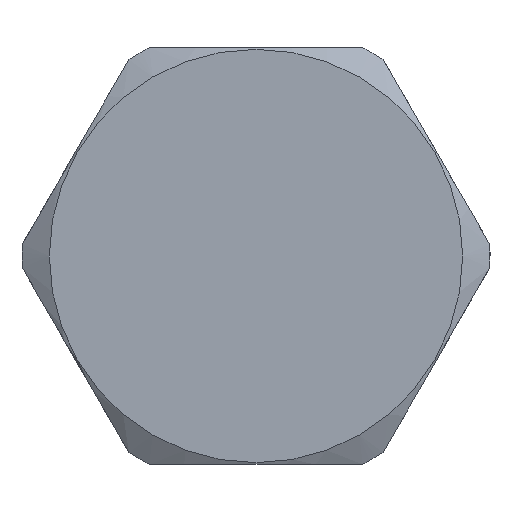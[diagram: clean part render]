
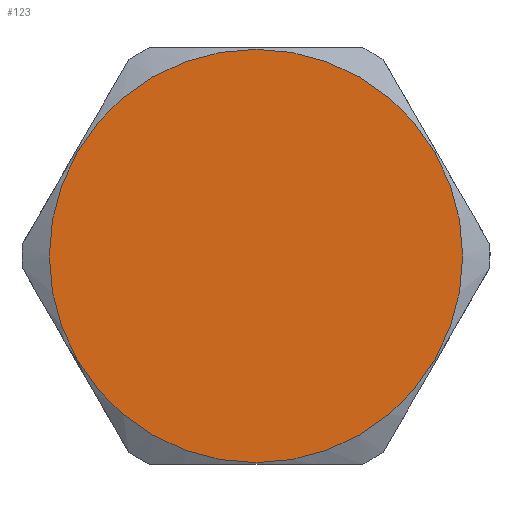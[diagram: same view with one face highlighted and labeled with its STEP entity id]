
A CAD part, left-side view. The second image highlights one B-rep face of the part: STEP entity #123.
In plain terms, the highlighted planar face has unit normal (-1, 0, 0).
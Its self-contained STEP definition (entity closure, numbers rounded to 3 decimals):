
#123 = ADVANCED_FACE ( 'NONE', ( #299 ), #4678, .F. ) ;
#299 = FACE_OUTER_BOUND ( 'NONE', #1933, .T. ) ;
#588 = EDGE_CURVE ( 'NONE', #2239, #2482, #6843, .T. ) ;
#690 = ORIENTED_EDGE ( 'NONE', *, *, #588, .T. ) ;
#710 = ORIENTED_EDGE ( 'NONE', *, *, #4814, .T. ) ;
#1438 = CARTESIAN_POINT ( 'NONE',  ( 0., 0., -9.45 ) ) ;
#1521 = CARTESIAN_POINT ( 'NONE',  ( 0., 0., 9.45 ) ) ;
#1933 = EDGE_LOOP ( 'NONE', ( #690, #710 ) ) ;
#2239 = VERTEX_POINT ( 'NONE', #1438 ) ;
#2482 = VERTEX_POINT ( 'NONE', #1521 ) ;
#2672 = AXIS2_PLACEMENT_3D ( 'NONE', #4335, #4336, #4337 ) ;
#2756 = AXIS2_PLACEMENT_3D ( 'NONE', #6476, #6566, #6596 ) ;
#2866 = AXIS2_PLACEMENT_3D ( 'NONE', #4677, #4679, #4665 ) ;
#4335 = CARTESIAN_POINT ( 'NONE',  ( 0., 0., 0. ) ) ;
#4336 = DIRECTION ( 'NONE',  ( -1., 0., 0. ) ) ;
#4337 = DIRECTION ( 'NONE',  ( 0., 0., 1. ) ) ;
#4665 = DIRECTION ( 'NONE',  ( 0., 0., -1. ) ) ;
#4677 = CARTESIAN_POINT ( 'NONE',  ( 0., 0., 0. ) ) ;
#4678 = PLANE ( 'NONE',  #2866 ) ;
#4679 = DIRECTION ( 'NONE',  ( 1., 0., 0. ) ) ;
#4814 = EDGE_CURVE ( 'NONE', #2482, #2239, #6752, .T. ) ;
#6476 = CARTESIAN_POINT ( 'NONE',  ( 0., 0., 0. ) ) ;
#6566 = DIRECTION ( 'NONE',  ( -1., 0., 0. ) ) ;
#6596 = DIRECTION ( 'NONE',  ( 0., 0., 1. ) ) ;
#6752 = CIRCLE ( 'NONE', #2672, 9.45 ) ;
#6843 = CIRCLE ( 'NONE', #2756, 9.45 ) ;
